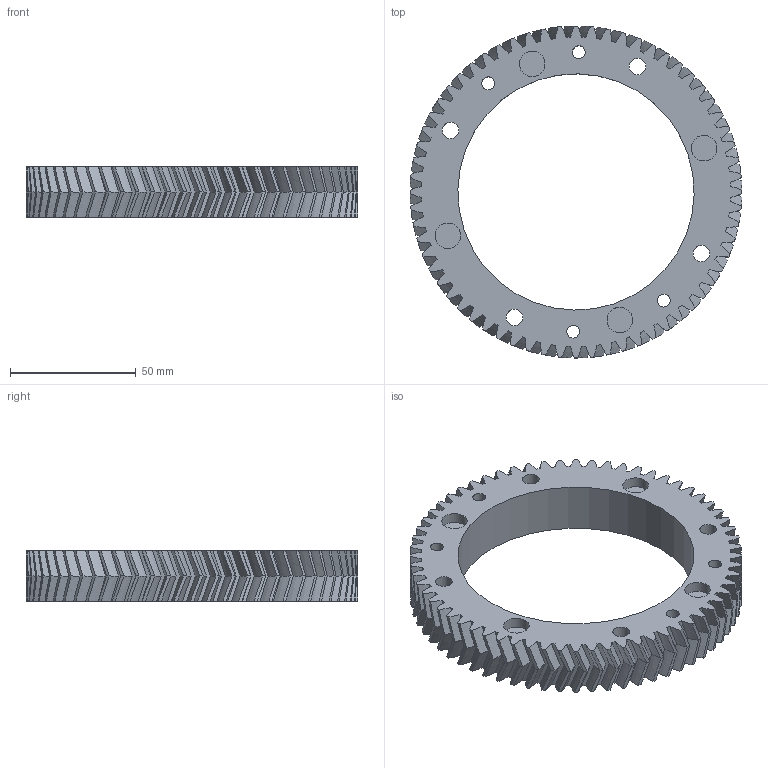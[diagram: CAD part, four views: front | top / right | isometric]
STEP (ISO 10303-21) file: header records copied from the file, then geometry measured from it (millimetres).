
FILE_DESCRIPTION(/* description */ ('STEP AP242'),/* implementation_level */ '2;1');
FILE_NAME(/* name */ 'MOD 2m 64t herringbone.stp',/* time_stamp */ '2025-03-09T16:24:48-04:00',/* author */ ('brand'),/* organization */ (''),/* preprocessor_version */ 'ST-DEVELOPER v19.2',/* originating_system */ 'Autodesk Inventor 2023',/* authorisation */ ' ');
FILE_SCHEMA (('AUTOMOTIVE_DESIGN { 1 0 10303 214 3 1 1 }'));
Length unit declared in the file: inch
Products named in the file (1): 2m 64t herringbone
Bounding box: 132 x 132 x 20 mm (x, y, z)
Volume: 110828.7 mm3; surface area: 37353.2 mm2
Topology: 1 solids, 1 shells, 467 faces, 1255 edges, 794 vertices
Faces by surface type: bspline 384, cylinder 77, plane 6
Full cylindrical faces by diameter (mm): 5.105 x4, 6.604 x4, 10.16 x4, 93.98 x1
Entity records: 32280 total; most frequent: CARTESIAN_POINT 22997, ORIENTED_EDGE 2510, EDGE_CURVE 1255, DIRECTION 1193, VERTEX_POINT 794, B_SPLINE_CURVE_WITH_KNOTS 640, AXIS2_PLACEMENT_3D 494, EDGE_LOOP 489
